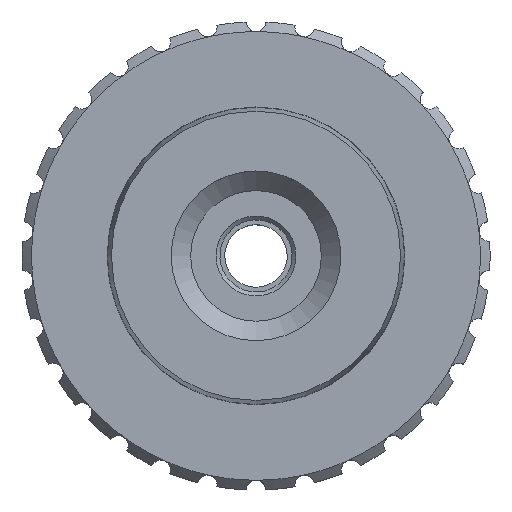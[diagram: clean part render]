
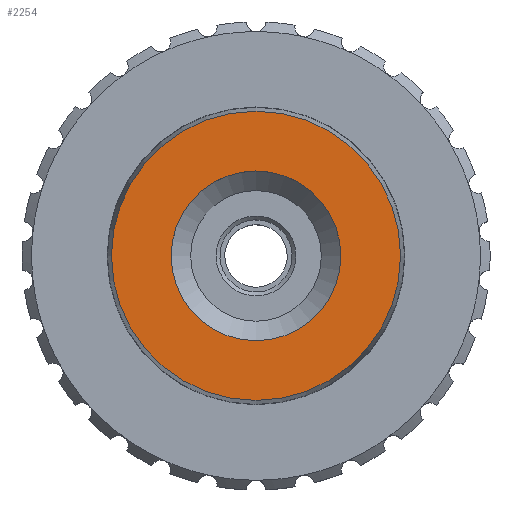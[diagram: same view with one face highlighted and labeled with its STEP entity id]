
A CAD part, top view. The second image highlights one B-rep face of the part: STEP entity #2254.
In plain terms, the highlighted planar face has unit normal (0, 0, 1).
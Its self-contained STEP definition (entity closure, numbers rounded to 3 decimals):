
#203=FACE_BOUND('',#478,.T.);
#208=PLANE('',#2566);
#340=FACE_OUTER_BOUND('',#477,.T.);
#477=EDGE_LOOP('',(#2053));
#478=EDGE_LOOP('',(#2054));
#617=CIRCLE('',#2276,8.7);
#777=CIRCLE('',#2562,14.824);
#782=VERTEX_POINT('',#3244);
#1001=VERTEX_POINT('',#5311);
#1008=EDGE_CURVE('',#782,#782,#617,.T.);
#1350=EDGE_CURVE('',#1001,#1001,#777,.T.);
#2053=ORIENTED_EDGE('',*,*,#1350,.F.);
#2054=ORIENTED_EDGE('',*,*,#1008,.T.);
#2254=ADVANCED_FACE('',(#340,#203),#208,.F.);
#2276=AXIS2_PLACEMENT_3D('',#3246,#2584,#2585);
#2562=AXIS2_PLACEMENT_3D('',#5313,#3218,#3219);
#2566=AXIS2_PLACEMENT_3D('',#5320,#3228,#3229);
#2584=DIRECTION('center_axis',(0.,0.,
-1.));
#2585=DIRECTION('ref_axis',(1.,0.,0.));
#3218=DIRECTION('center_axis',(0.,0.,
-1.));
#3219=DIRECTION('ref_axis',(1.,0.,0.));
#3228=DIRECTION('center_axis',(0.,0.,
-1.));
#3229=DIRECTION('ref_axis',(1.,0.,0.));
#3244=CARTESIAN_POINT('',(-8.7,0.,14.3));
#3246=CARTESIAN_POINT('Origin',(0.,0.,14.3));
#5311=CARTESIAN_POINT('',(-14.824,0.,14.3));
#5313=CARTESIAN_POINT('Origin',(0.,0.,14.3));
#5320=CARTESIAN_POINT('Origin',(0.,0.,14.3));
